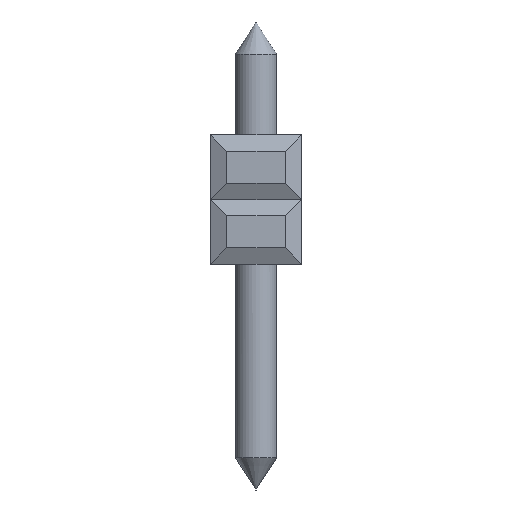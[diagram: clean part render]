
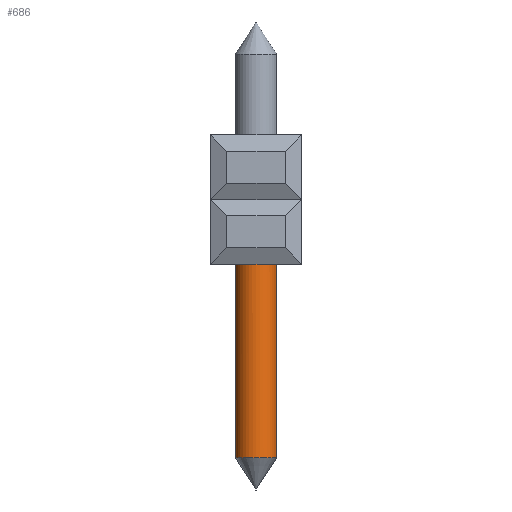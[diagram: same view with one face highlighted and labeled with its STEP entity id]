
A CAD part, left-side view. The second image highlights one B-rep face of the part: STEP entity #686.
In plain terms, the highlighted cylindrical face has radius 0.65 mm (diameter 1.3 mm), a full revolution.
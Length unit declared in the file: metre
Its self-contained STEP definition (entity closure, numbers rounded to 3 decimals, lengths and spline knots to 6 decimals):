
#686=ADVANCED_FACE('',(#1959,#1960),#1961,.T.);
#1959=FACE_OUTER_BOUND('',#3930,.T.);
#1960=FACE_OUTER_BOUND('',#3931,.T.);
#1961=CYLINDRICAL_SURFACE('',#3932,0.00065);
#3930=EDGE_LOOP('',(#5970));
#3931=EDGE_LOOP('',(#5971));
#3932=AXIS2_PLACEMENT_3D('',#5972,#5973,#5974);
#5970=ORIENTED_EDGE('',*,*,#10976,.F.);
#5971=ORIENTED_EDGE('',*,*,#10977,.F.);
#5972=CARTESIAN_POINT('',(-0.00435,-0.03326,0.0005));
#5973=DIRECTION('',(0.0,0.,-1.0));
#5974=DIRECTION('',(-1.0,0.0,0.0));
#10976=EDGE_CURVE('',#12984,#12984,#12985,.T.);
#10977=EDGE_CURVE('',#12986,#12986,#12987,.T.);
#12984=VERTEX_POINT('',#15752);
#12985=CIRCLE('',#15753,0.00065);
#12986=VERTEX_POINT('',#15754);
#12987=CIRCLE('',#15755,0.00065);
#15752=CARTESIAN_POINT('',(-0.00396,-0.03274,-0.01));
#15753=AXIS2_PLACEMENT_3D('',#19737,#19738,#19739);
#15754=CARTESIAN_POINT('',(-0.00435,-0.03391,-0.0038));
#15755=AXIS2_PLACEMENT_3D('',#19740,#19741,#19742);
#19737=CARTESIAN_POINT('',(-0.00435,-0.03326,-0.01));
#19738=DIRECTION('',(0.,0.,-1.0));
#19739=DIRECTION('',(0.6,0.8,0.));
#19740=CARTESIAN_POINT('',(-0.00435,-0.03326,-0.0038));
#19741=DIRECTION('',(0.0,0.,1.0));
#19742=DIRECTION('',(0.0,-1.0,0.));
